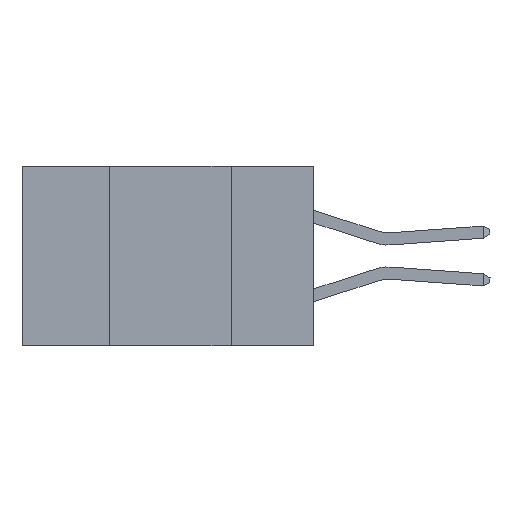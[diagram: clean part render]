
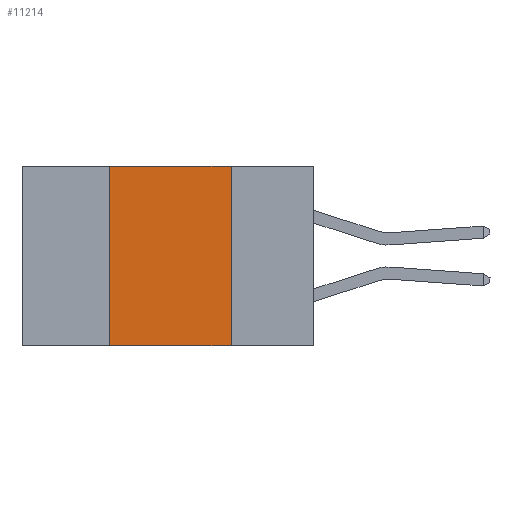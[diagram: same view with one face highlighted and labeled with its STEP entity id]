
A CAD part, left-side view. The second image highlights one B-rep face of the part: STEP entity #11214.
In plain terms, the highlighted planar face has unit normal (-1, 0, 0).
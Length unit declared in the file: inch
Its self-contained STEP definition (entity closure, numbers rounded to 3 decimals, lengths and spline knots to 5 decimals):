
#407 = FACE_OUTER_BOUND ( 'NONE', #15798, .T. ) ;
#1134 = LINE ( 'NONE', #10766, #18125 ) ;
#1828 = LINE ( 'NONE', #19281, #19189 ) ;
#1879 = VECTOR ( 'NONE', #16683, 39.37008 ) ;
#2809 = ORIENTED_EDGE ( 'NONE', *, *, #17989, .F. ) ;
#4064 = DIRECTION ( 'NONE',  ( 0., 0., -1. ) ) ;
#5171 = VECTOR ( 'NONE', #5287, 39.37008 ) ;
#5287 = DIRECTION ( 'NONE',  ( 0., 0., -1. ) ) ;
#7164 = LINE ( 'NONE', #18549, #1879 ) ;
#7417 = ORIENTED_EDGE ( 'NONE', *, *, #19895, .T. ) ;
#8191 = EDGE_CURVE ( 'NONE', #11109, #9726, #1134, .T. ) ;
#8341 = CARTESIAN_POINT ( 'NONE',  ( 0., 0.42, 0. ) ) ;
#9355 = VERTEX_POINT ( 'NONE', #13197 ) ;
#9726 = VERTEX_POINT ( 'NONE', #8341 ) ;
#10691 = DIRECTION ( 'NONE',  ( 0., 0., 1. ) ) ;
#10766 = CARTESIAN_POINT ( 'NONE',  ( 0., 0.42, 0. ) ) ;
#11054 = PLANE ( 'NONE',  #15259 ) ;
#11109 = VERTEX_POINT ( 'NONE', #18254 ) ;
#11214 = ADVANCED_FACE ( 'NONE', ( #407 ), #11054, .F. ) ;
#12532 = ORIENTED_EDGE ( 'NONE', *, *, #18598, .F. ) ;
#13197 = CARTESIAN_POINT ( 'NONE',  ( 0., 0.17, -0.37 ) ) ;
#13865 = LINE ( 'NONE', #17337, #5171 ) ;
#14584 = CARTESIAN_POINT ( 'NONE',  ( 0., 0.6, 0. ) ) ;
#15259 = AXIS2_PLACEMENT_3D ( 'NONE', #14584, #16445, #4064 ) ;
#15798 = EDGE_LOOP ( 'NONE', ( #12532, #2809, #21327, #7417 ) ) ;
#16445 = DIRECTION ( 'NONE',  ( 1., 0., 0. ) ) ;
#16683 = DIRECTION ( 'NONE',  ( 0., -1., 0. ) ) ;
#17337 = CARTESIAN_POINT ( 'NONE',  ( 0., 0.17, 0. ) ) ;
#17774 = CARTESIAN_POINT ( 'NONE',  ( 0., 0.17, 0. ) ) ;
#17916 = DIRECTION ( 'NONE',  ( 0., -1., 0. ) ) ;
#17989 = EDGE_CURVE ( 'NONE', #9726, #22731, #1828, .T. ) ;
#18125 = VECTOR ( 'NONE', #10691, 39.37008 ) ;
#18254 = CARTESIAN_POINT ( 'NONE',  ( 0., 0.42, -0.37 ) ) ;
#18549 = CARTESIAN_POINT ( 'NONE',  ( 0., 0.6, -0.37 ) ) ;
#18598 = EDGE_CURVE ( 'NONE', #22731, #9355, #13865, .T. ) ;
#19189 = VECTOR ( 'NONE', #17916, 39.37008 ) ;
#19281 = CARTESIAN_POINT ( 'NONE',  ( 0., 0.6, 0. ) ) ;
#19895 = EDGE_CURVE ( 'NONE', #11109, #9355, #7164, .T. ) ;
#21327 = ORIENTED_EDGE ( 'NONE', *, *, #8191, .F. ) ;
#22731 = VERTEX_POINT ( 'NONE', #17774 ) ;
